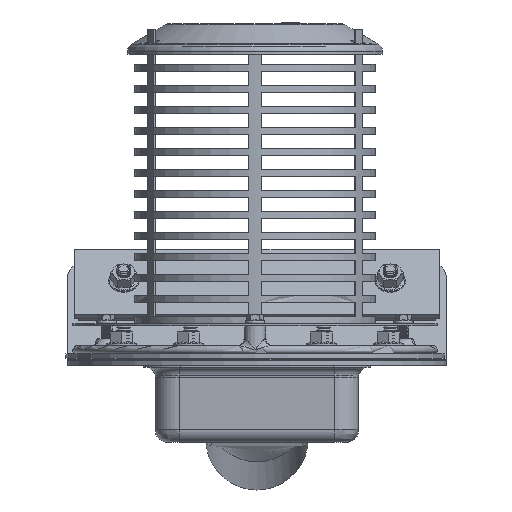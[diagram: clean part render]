
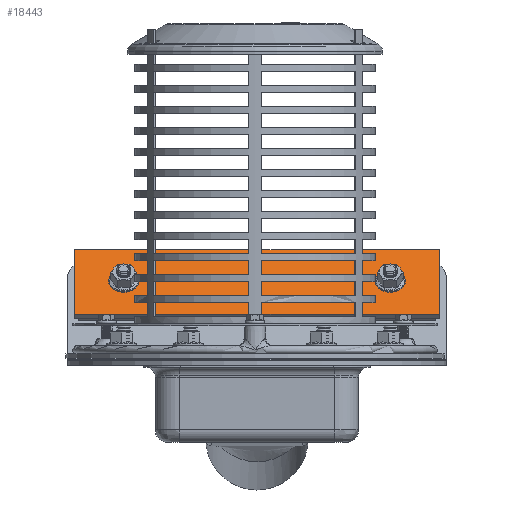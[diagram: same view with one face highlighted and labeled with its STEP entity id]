
A CAD part, left-side view. The second image highlights one B-rep face of the part: STEP entity #18443.
In plain terms, the highlighted planar face has unit normal (-0.707, 0, 0.707).
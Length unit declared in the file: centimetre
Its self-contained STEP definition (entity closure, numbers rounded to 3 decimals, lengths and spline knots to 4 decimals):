
#707=FACE_BOUND('',#2628,.T.);
#708=FACE_BOUND('',#2629,.T.);
#968=PLANE('',#19619);
#1478=FACE_OUTER_BOUND('',#2627,.T.);
#2627=EDGE_LOOP('',(#12724,#12725,#12726,#12727));
#2628=EDGE_LOOP('',(#12728));
#2629=EDGE_LOOP('',(#12729));
#4024=LINE('',#28277,#5446);
#4027=LINE('',#28282,#5449);
#4030=LINE('',#28298,#5452);
#4032=LINE('',#28301,#5454);
#5446=VECTOR('',#22054,1.);
#5449=VECTOR('',#22059,1.);
#5452=VECTOR('',#22078,1.);
#5454=VECTOR('',#22082,1.);
#6847=CIRCLE('',#19614,8.);
#6848=CIRCLE('',#19616,8.);
#8127=VERTEX_POINT('',#28274);
#8128=VERTEX_POINT('',#28276);
#8129=VERTEX_POINT('',#28280);
#8132=VERTEX_POINT('',#28289);
#8133=VERTEX_POINT('',#28293);
#8134=VERTEX_POINT('',#28297);
#9867=EDGE_CURVE('',#8128,#8127,#4024,.T.);
#9870=EDGE_CURVE('',#8127,#8129,#4027,.T.);
#9873=EDGE_CURVE('',#8132,#8132,#6847,.T.);
#9875=EDGE_CURVE('',#8133,#8133,#6848,.T.);
#9877=EDGE_CURVE('',#8134,#8128,#4030,.T.);
#9879=EDGE_CURVE('',#8129,#8134,#4032,.T.);
#12724=ORIENTED_EDGE('',*,*,#9870,.T.);
#12725=ORIENTED_EDGE('',*,*,#9879,.T.);
#12726=ORIENTED_EDGE('',*,*,#9877,.T.);
#12727=ORIENTED_EDGE('',*,*,#9867,.T.);
#12728=ORIENTED_EDGE('',*,*,#9875,.T.);
#12729=ORIENTED_EDGE('',*,*,#9873,.T.);
#18443=ADVANCED_FACE('',(#1478,#707,#708),#968,.T.);
#19614=AXIS2_PLACEMENT_3D('',#28290,#22068,#22069);
#19616=AXIS2_PLACEMENT_3D('',#28294,#22073,#22074);
#19619=AXIS2_PLACEMENT_3D('',#28302,#22083,#22084);
#22054=DIRECTION('',(0.,1.,0.));
#22059=DIRECTION('',(-0.707,0.,-0.707));
#22068=DIRECTION('center_axis',(0.707,0.,
-0.707));
#22069=DIRECTION('ref_axis',(0.,-1.,0.));
#22073=DIRECTION('center_axis',(0.707,0.,
-0.707));
#22074=DIRECTION('ref_axis',(0.,-1.,0.));
#22078=DIRECTION('',(0.707,0.,0.707));
#22082=DIRECTION('',(0.,-1.,0.));
#22083=DIRECTION('center_axis',(-0.707,0.,
0.707));
#22084=DIRECTION('ref_axis',(0.,-1.,0.));
#28274=CARTESIAN_POINT('',(337.579,130.,82.3779));
#28276=CARTESIAN_POINT('',(337.579,-130.,82.3779));
#28277=CARTESIAN_POINT('',(337.579,-130.,82.3779));
#28280=CARTESIAN_POINT('',(291.617,130.,36.416));
#28282=CARTESIAN_POINT('',(337.579,130.,82.3779));
#28289=CARTESIAN_POINT('',(314.598,103.,59.397));
#28290=CARTESIAN_POINT('Origin',(314.598,95.,59.397));
#28293=CARTESIAN_POINT('',(314.598,-87.,59.397));
#28294=CARTESIAN_POINT('Origin',(314.598,-95.,59.397));
#28297=CARTESIAN_POINT('',(291.617,-130.,36.416));
#28298=CARTESIAN_POINT('',(291.617,-130.,36.416));
#28301=CARTESIAN_POINT('',(291.617,130.,36.416));
#28302=CARTESIAN_POINT('Origin',(314.598,0.,
59.397));
